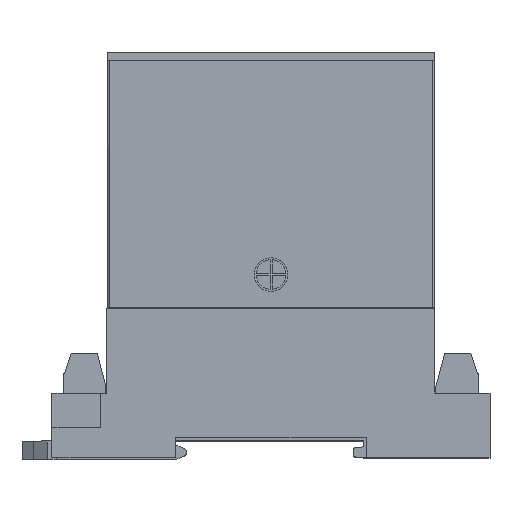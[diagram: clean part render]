
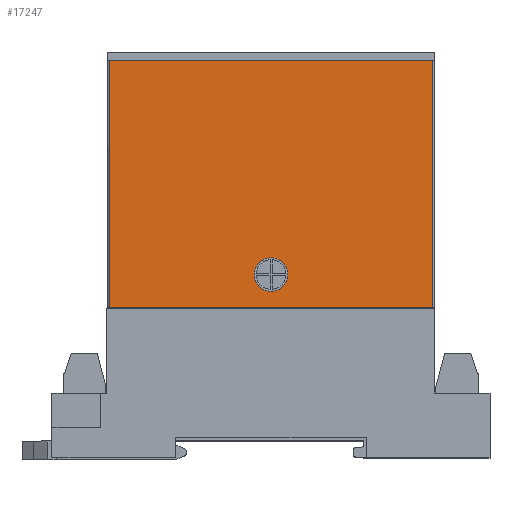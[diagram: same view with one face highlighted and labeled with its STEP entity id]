
A CAD part, top view. The second image highlights one B-rep face of the part: STEP entity #17247.
In plain terms, the highlighted planar face has unit normal (0, 0, 1).
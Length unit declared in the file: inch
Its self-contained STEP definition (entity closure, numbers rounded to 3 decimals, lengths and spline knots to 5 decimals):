
#1 = EDGE_CURVE ( 'NONE', #18694, #9012, #11196, .T. ) ;
#317 = VERTEX_POINT ( 'NONE', #6003 ) ;
#467 = DIRECTION ( 'NONE',  ( 0., 1., 0. ) ) ;
#515 = CARTESIAN_POINT ( 'NONE',  ( -1.21541, -1.845, 0. ) ) ;
#578 = DIRECTION ( 'NONE',  ( 0., 0., 1. ) ) ;
#599 = DIRECTION ( 'NONE',  ( 0., 0., 1. ) ) ;
#923 = VERTEX_POINT ( 'NONE', #14907 ) ;
#1772 = CARTESIAN_POINT ( 'NONE',  ( 1.20558, -0.00209, 0. ) ) ;
#2042 = CARTESIAN_POINT ( 'NONE',  ( 1.20558, -1.845, 0. ) ) ;
#2435 = VERTEX_POINT ( 'NONE', #1772 ) ;
#2692 = AXIS2_PLACEMENT_3D ( 'NONE', #6435, #17058, #7976 ) ;
#3065 = LINE ( 'NONE', #15064, #18748 ) ;
#3105 = ORIENTED_EDGE ( 'NONE', *, *, #7282, .T. ) ;
#3192 = EDGE_LOOP ( 'NONE', ( #3819, #16523, #8001, #3105 ) ) ;
#3195 = DIRECTION ( 'NONE',  ( 1., 0., 0. ) ) ;
#3819 = ORIENTED_EDGE ( 'NONE', *, *, #1, .T. ) ;
#4182 = CARTESIAN_POINT ( 'NONE',  ( -1.20558, -1.84291, 0. ) ) ;
#6003 = CARTESIAN_POINT ( 'NONE',  ( -1.20558, -0.00209, 0. ) ) ;
#6435 = CARTESIAN_POINT ( 'NONE',  ( 0., -1.59427, 0. ) ) ;
#6589 = LINE ( 'NONE', #2042, #17755 ) ;
#7089 = VECTOR ( 'NONE', #12985, 39.37008 ) ;
#7154 = VECTOR ( 'NONE', #3195, 39.37008 ) ;
#7282 = EDGE_CURVE ( 'NONE', #317, #18694, #3065, .T. ) ;
#7383 = FACE_BOUND ( 'NONE', #15839, .T. ) ;
#7976 = DIRECTION ( 'NONE',  ( 1., 0., 0. ) ) ;
#8001 = ORIENTED_EDGE ( 'NONE', *, *, #12641, .F. ) ;
#8517 = CARTESIAN_POINT ( 'NONE',  ( 1.20558, -1.84291, 0. ) ) ;
#9012 = VERTEX_POINT ( 'NONE', #8517 ) ;
#9401 = EDGE_CURVE ( 'NONE', #923, #12377, #19613, .T. ) ;
#9530 = ORIENTED_EDGE ( 'NONE', *, *, #13207, .F. ) ;
#9817 = CARTESIAN_POINT ( 'NONE',  ( 0., -1.59427, 0. ) ) ;
#10192 = CIRCLE ( 'NONE', #11219, 0.125 ) ;
#10242 = CARTESIAN_POINT ( 'NONE',  ( -2.5, -1.84291, 0. ) ) ;
#11196 = LINE ( 'NONE', #10242, #7154 ) ;
#11219 = AXIS2_PLACEMENT_3D ( 'NONE', #9817, #599, #11320 ) ;
#11230 = PLANE ( 'NONE',  #19775 ) ;
#11293 = DIRECTION ( 'NONE',  ( 1., 0., 0. ) ) ;
#11320 = DIRECTION ( 'NONE',  ( 1., 0., 0. ) ) ;
#11472 = CARTESIAN_POINT ( 'NONE',  ( -2.5, -0.00209, 0. ) ) ;
#12377 = VERTEX_POINT ( 'NONE', #12401 ) ;
#12401 = CARTESIAN_POINT ( 'NONE',  ( 0.125, -1.59427, 0. ) ) ;
#12641 = EDGE_CURVE ( 'NONE', #317, #2435, #19176, .T. ) ;
#12664 = ORIENTED_EDGE ( 'NONE', *, *, #9401, .F. ) ;
#12985 = DIRECTION ( 'NONE',  ( 1., 0., 0. ) ) ;
#13175 = EDGE_CURVE ( 'NONE', #9012, #2435, #6589, .T. ) ;
#13207 = EDGE_CURVE ( 'NONE', #12377, #923, #10192, .T. ) ;
#14907 = CARTESIAN_POINT ( 'NONE',  ( -0.125, -1.59427, 0. ) ) ;
#14974 = FACE_OUTER_BOUND ( 'NONE', #3192, .T. ) ;
#15064 = CARTESIAN_POINT ( 'NONE',  ( -1.20558, -1.845, 0. ) ) ;
#15839 = EDGE_LOOP ( 'NONE', ( #9530, #12664 ) ) ;
#16523 = ORIENTED_EDGE ( 'NONE', *, *, #13175, .T. ) ;
#16594 = DIRECTION ( 'NONE',  ( 0., -1., 0. ) ) ;
#17058 = DIRECTION ( 'NONE',  ( 0., 0., 1. ) ) ;
#17247 = ADVANCED_FACE ( 'NONE', ( #7383, #14974 ), #11230, .T. ) ;
#17755 = VECTOR ( 'NONE', #467, 39.37008 ) ;
#18694 = VERTEX_POINT ( 'NONE', #4182 ) ;
#18748 = VECTOR ( 'NONE', #16594, 39.37008 ) ;
#19176 = LINE ( 'NONE', #11472, #7089 ) ;
#19613 = CIRCLE ( 'NONE', #2692, 0.125 ) ;
#19775 = AXIS2_PLACEMENT_3D ( 'NONE', #515, #578, #11293 ) ;
